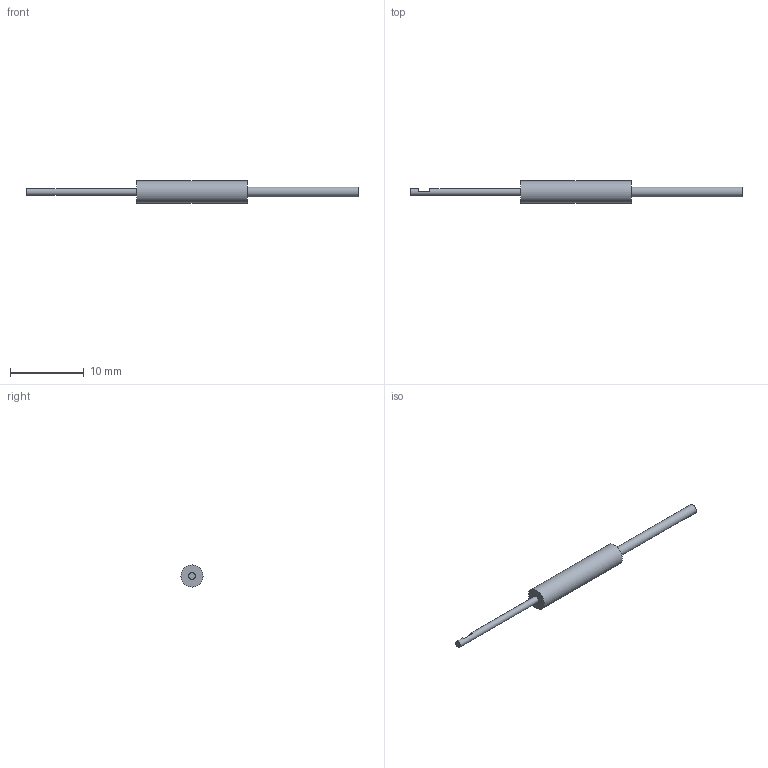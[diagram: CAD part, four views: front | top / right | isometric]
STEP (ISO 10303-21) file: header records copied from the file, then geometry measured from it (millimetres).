
FILE_DESCRIPTION(/* description */ (''),/* implementation_level */ '2;1');
FILE_NAME(/* name */ 'EX-FU32.stp',/* time_stamp */ '2023-04-10T10:33:46+08:00',/* author */ (''),/* organization */ (''),/* preprocessor_version */ 'ST-DEVELOPER v16.7',/* originating_system */ 'SIEMENS PLM Software NX 12.0',/* authorisation */ '');
FILE_SCHEMA (('AUTOMOTIVE_DESIGN { 1 0 10303 214 3 1 1 1 }'));
Length unit declared in the file: millimetre
Products named in the file (1): EX-FU32
Bounding box: 45 x 3 x 3 mm (x, y, z)
Volume: 135 mm3; surface area: 263 mm2
Topology: 3 solids, 3 shells, 14 faces, 19 edges, 12 vertices
Faces by surface type: plane 10, cylinder 4
Full cylindrical faces by diameter (mm): 0.5 x1, 0.9 x1, 1.3 x1, 3 x1
Entity records: 306 total; most frequent: DIRECTION 54, CARTESIAN_POINT 41, ORIENTED_EDGE 28, AXIS2_PLACEMENT_3D 25, EDGE_LOOP 20, ADVANCED_FACE 14, EDGE_CURVE 14, VERTEX_POINT 12
